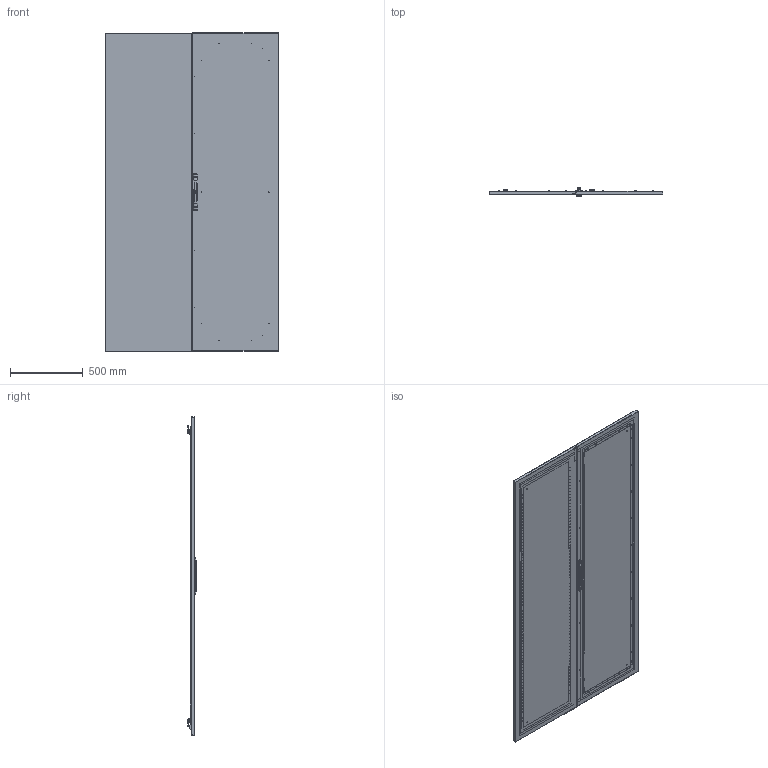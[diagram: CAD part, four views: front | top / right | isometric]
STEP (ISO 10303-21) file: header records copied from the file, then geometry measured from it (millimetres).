
FILE_DESCRIPTION (( 'STEP AP214' ), '1' );
FILE_NAME ('DBE22C.STEP', '2025-10-14T11:15:25', ( '' ), ( '' ), 'SwSTEP 2.0', 'SolidWorks 2024', '' );
FILE_SCHEMA (( 'AUTOMOTIVE_DESIGN' ));
Length unit declared in the file: inch
Products named in the file (1): DBE22C
Bounding box: 1188.95 x 66.23 x 2184 mm (x, y, z)
Volume: 9338027.1 mm3; surface area: 6847360.9 mm2
Topology: 2 solids, 2 shells, 2741 faces, 7746 edges, 5237 vertices
Faces by surface type: plane 1137, cylinder 834, cone 422, bspline 188, torus 154, sphere 6
Full cylindrical faces by diameter (mm): 1 x18, 2.997 x1, 3 x1, 3.4 x2, 3.497 x2, 4.096 x1, 4.1 x1, 4.246 x160, 4.25 x175, 4.3 x2, 4.5 x2, 4.912 x11, 4.917 x10, 5 x1, 5.2 x2, 5.994 x2, 6 x14, 6.993 x2, 7 x12, 7.193 x1, 7.2 x10, 8.991 x12, 9 x44, 9.89 x1, 9.9 x1, 10 x1, 11.988 x2, 12.787 x1, 12.8 x1, 15 x1
Entity records: 113014 total; most frequent: CARTESIAN_POINT 49805, ORIENTED_EDGE 13228, DIRECTION 11494, EDGE_CURVE 6614, VERTEX_POINT 4736, AXIS2_PLACEMENT_3D 4588, EDGE_LOOP 4134, FACE_OUTER_BOUND 3245
